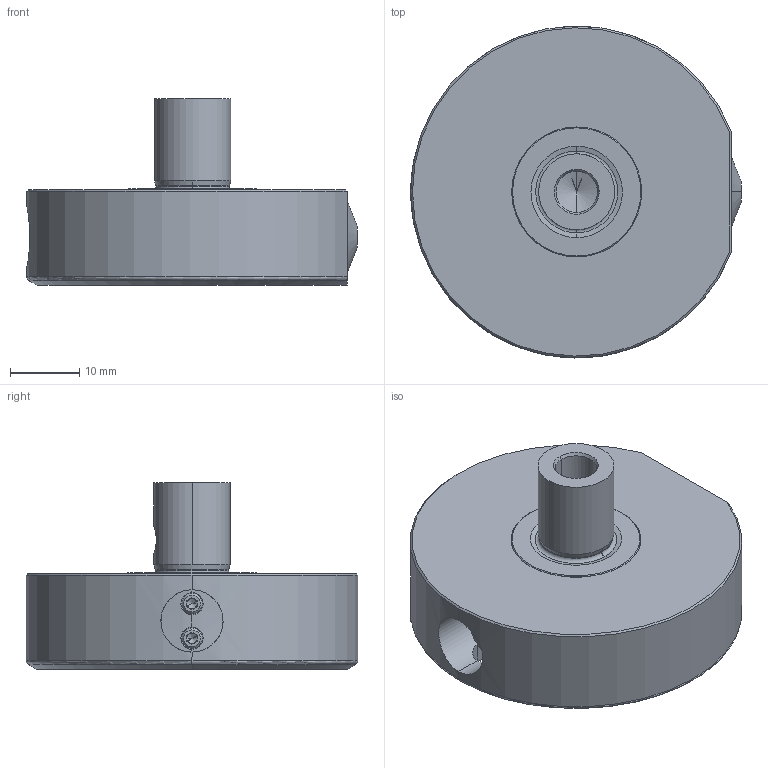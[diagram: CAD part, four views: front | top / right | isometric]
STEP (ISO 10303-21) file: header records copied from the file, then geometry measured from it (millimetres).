
FILE_DESCRIPTION(('no description'),'unknown implementation level');
FILE_NAME('DD3308B6-DF3C-4D17-B6CD-DCF331F3D7EA_export.stp',' ',('CIMSOURCE GmbH'),('CADClick - KiM GmbH - www.kimweb.de'),'unknown preprocess','ACIS','unknown authorization');
FILE_SCHEMA(('automotive_design'));
Length unit declared in the file: millimetre
Products named in the file (4): 188.134 Kaiser EWN 12-36 X CK1|195.152 Kaiser Werkzeugk�rper EWN12-36 X CK1;<N141.11 CK1 Zapfen>-<Bohrung>; 188.134 Kaiser EWN 12-36 X CK1|195.154 Kaiser Zustelleinheit EWN12-36 X CK1|690.998 Kaiser ETL M3x6D;Fase3; 188.134 Kaiser EWN 12-36 X CK1|195.154 Kaiser Zustelleinheit EWN12-36 X CK1|195.154 Kaiser Zustelleinheit EWN12-36 X CK1;Schnitt-Linear austragen10
Bounding box: 47.8 x 48 x 27 mm (x, y, z)
Volume: 24727.5 mm3; surface area: 9218.1 mm2
Topology: 4 solids, 4 shells, 146 faces, 350 edges, 200 vertices
Faces by surface type: cylinder 52, plane 50, cone 38, torus 6
Entity records: 8999 total; most frequent: CARTESIAN_POINT 1660, DIRECTION 719, STYLED_ITEM 694, PRESENTATION_STYLE_ASSIGNMENT 694, COLOUR_RGB 694, ORIENTED_EDGE 688, EDGE_CURVE 344, CURVE_STYLE 344
